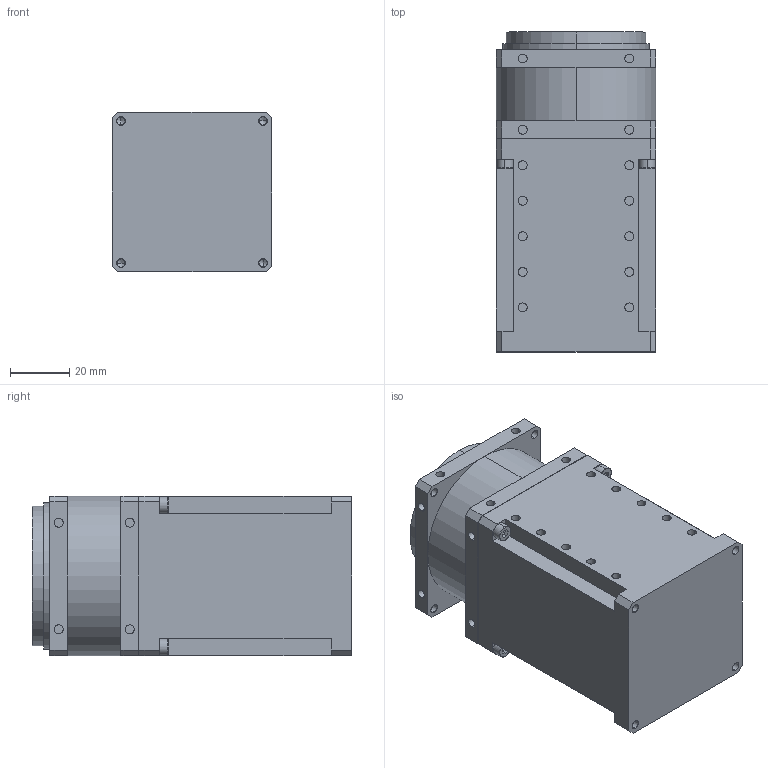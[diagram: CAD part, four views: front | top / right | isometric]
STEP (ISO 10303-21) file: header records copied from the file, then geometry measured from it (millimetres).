
FILE_DESCRIPTION (( 'STEP AP203' ), '1' );
FILE_NAME ('Dynamixel Pro H54-100-S500-R.STEP', '2016-12-22T03:59:20', ( '' ), ( '' ), 'SwSTEP 2.0', 'SolidWorks 2015', '' );
FILE_SCHEMA (( 'CONFIG_CONTROL_DESIGN' ));
Length unit declared in the file: millimetre
Products named in the file (1): Dynamixel Pro H54-100-S500-R
Bounding box: 54 x 108 x 54 mm (x, y, z)
Volume: 284317.5 mm3; surface area: 34421.4 mm2
Topology: 5 solids, 5 shells, 345 faces, 765 edges, 491 vertices
Faces by surface type: plane 175, cylinder 154, torus 8, cone 8
Entity records: 9714 total; most frequent: CARTESIAN_POINT 1744, DIRECTION 1743, ORIENTED_EDGE 1514, EDGE_CURVE 757, AXIS2_PLACEMENT_3D 674, VERTEX_POINT 491, EDGE_LOOP 430, VECTOR 395
